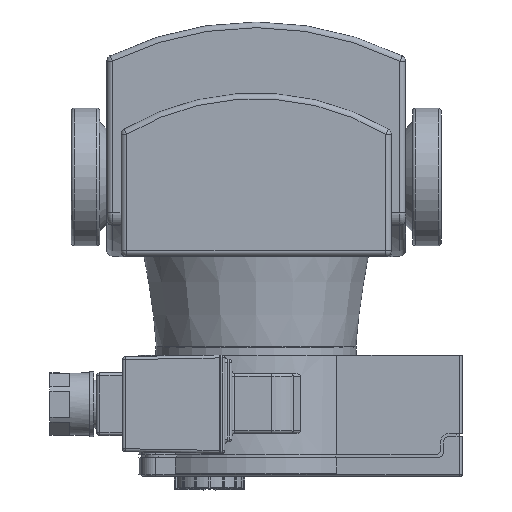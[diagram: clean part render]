
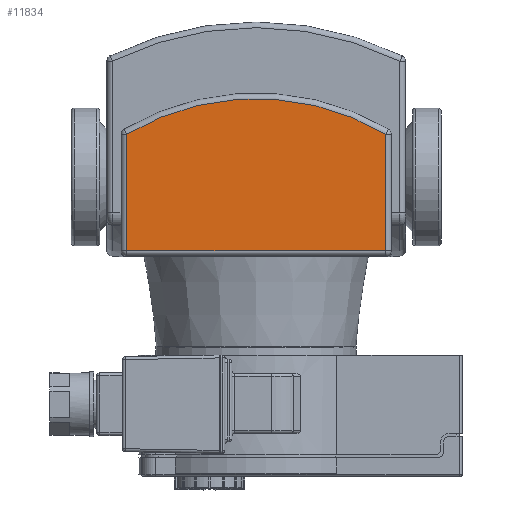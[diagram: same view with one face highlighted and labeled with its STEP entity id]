
A CAD part, top view. The second image highlights one B-rep face of the part: STEP entity #11834.
In plain terms, the highlighted planar face has unit normal (0, 0, 1).
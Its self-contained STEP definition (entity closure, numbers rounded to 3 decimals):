
#1260=LINE('',#23127,#2139);
#1264=LINE('',#23142,#2143);
#1266=LINE('',#23145,#2145);
#2139=VECTOR('',#16529,10.);
#2143=VECTOR('',#16547,10.);
#2145=VECTOR('',#16551,10.);
#3177=FACE_OUTER_BOUND('',#3898,.T.);
#3898=EDGE_LOOP('',(#10834,#10835,#10836,#10837));
#4507=CIRCLE('',#13124,89.5);
#5627=VERTEX_POINT('',#23103);
#5629=VERTEX_POINT('',#23108);
#5631=VERTEX_POINT('',#23114);
#5635=VERTEX_POINT('',#23129);
#7367=EDGE_CURVE('',#5629,#5631,#1260,.T.);
#7375=EDGE_CURVE('',#5631,#5635,#1264,.T.);
#7377=EDGE_CURVE('',#5635,#5627,#1266,.T.);
#7381=EDGE_CURVE('',#5627,#5629,#4507,.T.);
#10834=ORIENTED_EDGE('',*,*,#7367,.F.);
#10835=ORIENTED_EDGE('',*,*,#7381,.F.);
#10836=ORIENTED_EDGE('',*,*,#7377,.F.);
#10837=ORIENTED_EDGE('',*,*,#7375,.F.);
#11156=PLANE('',#13130);
#11834=ADVANCED_FACE('',(#3177),#11156,.T.);
#13124=AXIS2_PLACEMENT_3D('',#23151,#16560,#16561);
#13130=AXIS2_PLACEMENT_3D('',#23351,#16574,#16575);
#16529=DIRECTION('',(0.,-1.,0.));
#16547=DIRECTION('',(-1.,0.,0.));
#16551=DIRECTION('',(0.,1.,0.));
#16560=DIRECTION('center_axis',(0.,0.,-1.));
#16561=DIRECTION('ref_axis',(0.,1.,0.));
#16574=DIRECTION('center_axis',(0.,0.,1.));
#16575=DIRECTION('ref_axis',(0.,-1.,0.));
#23103=CARTESIAN_POINT('',(19.5,14.971,57.5));
#23108=CARTESIAN_POINT('',(110.5,14.971,57.5));
#23114=CARTESIAN_POINT('',(110.5,-26.,57.5));
#23127=CARTESIAN_POINT('',(110.5,6.669,57.5));
#23129=CARTESIAN_POINT('',(19.5,-26.,57.5));
#23142=CARTESIAN_POINT('',(88.75,-26.,57.5));
#23145=CARTESIAN_POINT('',(19.5,-15.383,57.5));
#23151=CARTESIAN_POINT('Origin',(65.,-62.1,57.5));
#23351=CARTESIAN_POINT('Origin',(65.,-2.766,57.5));
